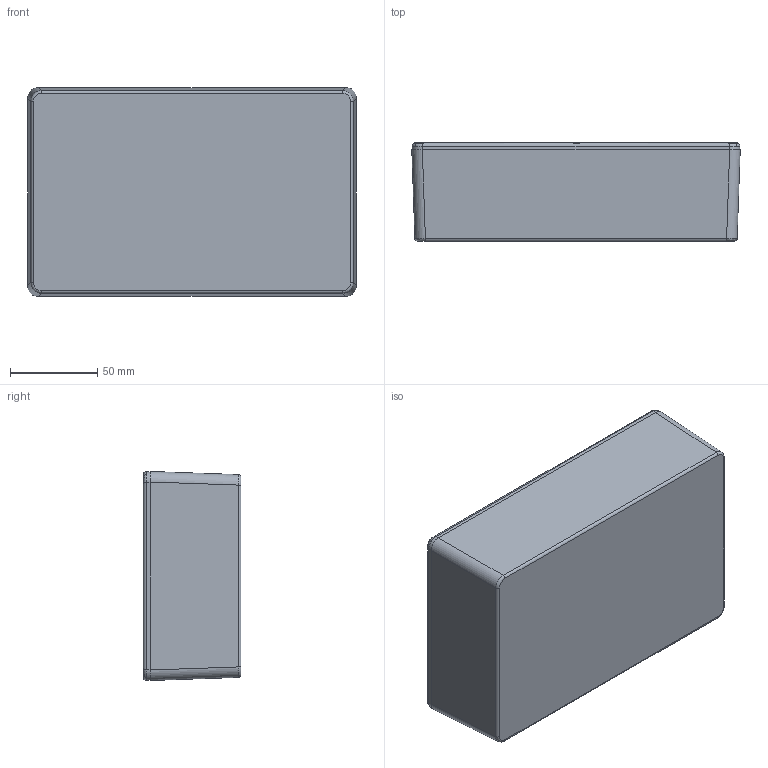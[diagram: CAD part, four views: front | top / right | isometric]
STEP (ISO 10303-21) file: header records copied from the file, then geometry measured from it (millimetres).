
FILE_DESCRIPTION(('FreeCAD Model'),'2;1');
FILE_NAME('Hammond 1590D.step','2019-07-24T01:43:12',('Author'),(''), 'Open CASCADE STEP processor 7.3','FreeCAD','Unknown');
FILE_SCHEMA(('AUTOMOTIVE_DESIGN { 1 0 10303 214 1 1 1 1 }'));
Length unit declared in the file: millimetre
Products named in the file (1): 1590D
Bounding box: 187.75 x 56 x 119.5 mm (x, y, z)
Volume: 188960.5 mm3; surface area: 150410.9 mm2
Topology: 1 solids, 14 shells, 787 faces, 2062 edges, 1337 vertices
Faces by surface type: plane 388, bspline 241, cone 78, cylinder 62, torus 18
Full cylindrical faces by diameter (mm): 2.642 x6, 3.378 x6, 4 x6
Entity records: 38298 total; most frequent: CARTESIAN_POINT 15007, ORIENTED_EDGE 4112, DIRECTION 2921, EDGE_CURVE 2056, VERTEX_POINT 1337, LINE 1147, VECTOR 1147, AXIS2_PLACEMENT_3D 887
